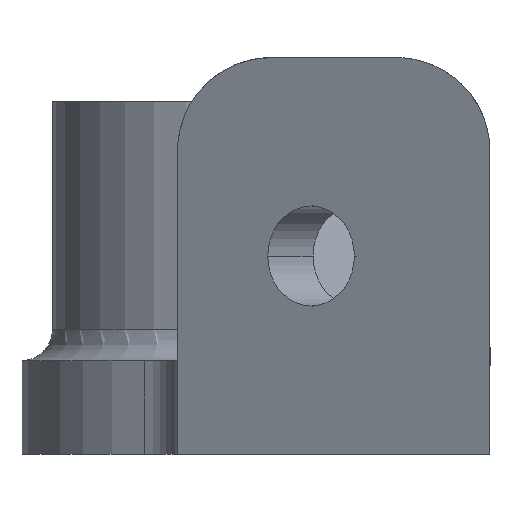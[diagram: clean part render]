
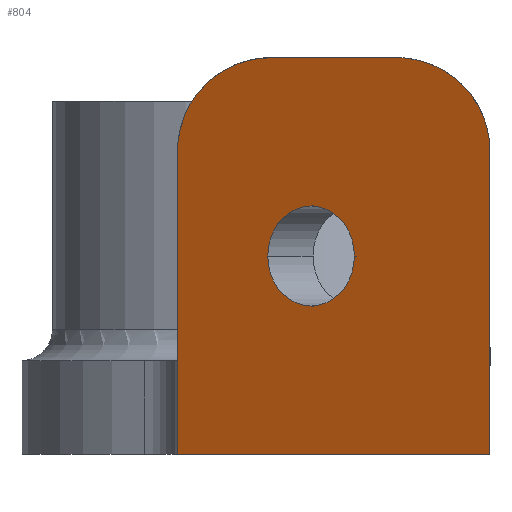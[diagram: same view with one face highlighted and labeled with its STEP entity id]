
A CAD part, left-side view. The second image highlights one B-rep face of the part: STEP entity #804.
In plain terms, the highlighted planar face has unit normal (-0.866, 0.5, 0).
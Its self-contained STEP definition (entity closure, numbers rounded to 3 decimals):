
#35 = DIRECTION ( 'NONE',  ( -0.5, -0.866, 0. ) ) ;
#79 = EDGE_CURVE ( 'NONE', #1386, #770, #172, .T. ) ;
#102 = VECTOR ( 'NONE', #1105, 1000. ) ;
#105 = CIRCLE ( 'NONE', #689, 3.2 ) ;
#120 = AXIS2_PLACEMENT_3D ( 'NONE', #1018, #1534, #258 ) ;
#127 = VERTEX_POINT ( 'NONE', #1377 ) ;
#137 = DIRECTION ( 'NONE',  ( -0.5, -0.866, 0. ) ) ;
#151 = ORIENTED_EDGE ( 'NONE', *, *, #474, .T. ) ;
#159 =( BOUNDED_CURVE ( )  B_SPLINE_CURVE ( 3, ( #1259, #1503, #966, #219 ),
 .UNSPECIFIED., .F., .F. ) 
 B_SPLINE_CURVE_WITH_KNOTS ( ( 4, 4 ),
 ( 1.571, 3.142 ),
 .UNSPECIFIED. ) 
 CURVE ( )  GEOMETRIC_REPRESENTATION_ITEM ( )  RATIONAL_B_SPLINE_CURVE ( ( 1., 0.805, 0.805, 1. ) ) 
 REPRESENTATION_ITEM ( '' )  );
#172 = LINE ( 'NONE', #743, #1057 ) ;
#203 = CARTESIAN_POINT ( 'NONE',  ( -41.595, -72.045, 25.4 ) ) ;
#219 = CARTESIAN_POINT ( 'NONE',  ( -31.483, -54.531, 19.4 ) ) ;
#221 = DIRECTION ( 'NONE',  ( 0., 0., -1. ) ) ;
#239 = VERTEX_POINT ( 'NONE', #1399 ) ;
#258 = DIRECTION ( 'NONE',  ( 0.5, 0.866, 0. ) ) ;
#279 = DIRECTION ( 'NONE',  ( 0.5, 0.866, 0. ) ) ;
#355 = CARTESIAN_POINT ( 'NONE',  ( -43.03, -74.531, 19.4 ) ) ;
#418 = PLANE ( 'NONE',  #120 ) ;
#419 = EDGE_CURVE ( 'NONE', #819, #683, #789, .T. ) ;
#474 = EDGE_CURVE ( 'NONE', #819, #770, #1390, .T. ) ;
#504 = EDGE_CURVE ( 'NONE', #1476, #127, #926, .T. ) ;
#548 = VECTOR ( 'NONE', #221, 1000. ) ;
#569 = CARTESIAN_POINT ( 'NONE',  ( -39.566, -68.531, 25.4 ) ) ;
#581 = CARTESIAN_POINT ( 'NONE',  ( -43.03, -74.531, 6. ) ) ;
#683 = VERTEX_POINT ( 'NONE', #1249 ) ;
#689 = AXIS2_PLACEMENT_3D ( 'NONE', #1006, #1165, #279 ) ;
#697 = ORIENTED_EDGE ( 'NONE', *, *, #419, .F. ) ;
#703 = DIRECTION ( 'NONE',  ( 0.866, -0.5, 0. ) ) ;
#713 = EDGE_CURVE ( 'NONE', #239, #931, #1541, .T. ) ;
#738 = EDGE_LOOP ( 'NONE', ( #697, #151, #1360, #811, #1291, #857 ) ) ;
#743 = CARTESIAN_POINT ( 'NONE',  ( -31.483, -54.531, 25.4 ) ) ;
#761 = ORIENTED_EDGE ( 'NONE', *, *, #713, .T. ) ;
#770 = VERTEX_POINT ( 'NONE', #569 ) ;
#771 = VECTOR ( 'NONE', #137, 1000. ) ;
#780 = EDGE_LOOP ( 'NONE', ( #761, #894 ) ) ;
#789 = LINE ( 'NONE', #581, #102 ) ;
#804 = ADVANCED_FACE ( 'NONE', ( #1498, #907 ), #418, .F. ) ;
#811 = ORIENTED_EDGE ( 'NONE', *, *, #1436, .T. ) ;
#819 = VERTEX_POINT ( 'NONE', #355 ) ;
#857 = ORIENTED_EDGE ( 'NONE', *, *, #1370, .T. ) ;
#894 = ORIENTED_EDGE ( 'NONE', *, *, #1061, .T. ) ;
#895 = CARTESIAN_POINT ( 'NONE',  ( -31.483, -54.531, 6. ) ) ;
#896 = CARTESIAN_POINT ( 'NONE',  ( -31.483, -54.531, 0. ) ) ;
#907 = FACE_OUTER_BOUND ( 'NONE', #738, .T. ) ;
#926 = LINE ( 'NONE', #895, #548 ) ;
#931 = VERTEX_POINT ( 'NONE', #1254 ) ;
#947 = CARTESIAN_POINT ( 'NONE',  ( -36.42, -63.081, 12.7 ) ) ;
#966 = CARTESIAN_POINT ( 'NONE',  ( -31.483, -54.531, 22.915 ) ) ;
#1006 = CARTESIAN_POINT ( 'NONE',  ( -36.42, -63.081, 12.7 ) ) ;
#1018 = CARTESIAN_POINT ( 'NONE',  ( -31.483, -54.531, 6. ) ) ;
#1057 = VECTOR ( 'NONE', #35, 1000. ) ;
#1061 = EDGE_CURVE ( 'NONE', #931, #239, #105, .T. ) ;
#1100 = AXIS2_PLACEMENT_3D ( 'NONE', #947, #703, #1594 ) ;
#1105 = DIRECTION ( 'NONE',  ( 0., 0., -1. ) ) ;
#1109 = CARTESIAN_POINT ( 'NONE',  ( -31.483, -54.531, 19.4 ) ) ;
#1165 = DIRECTION ( 'NONE',  ( 0.866, -0.5, 0. ) ) ;
#1209 = CARTESIAN_POINT ( 'NONE',  ( -39.566, -68.531, 25.4 ) ) ;
#1218 = LINE ( 'NONE', #896, #771 ) ;
#1230 = CARTESIAN_POINT ( 'NONE',  ( -43.03, -74.531, 22.915 ) ) ;
#1249 = CARTESIAN_POINT ( 'NONE',  ( -43.03, -74.531, 0. ) ) ;
#1254 = CARTESIAN_POINT ( 'NONE',  ( -38.02, -65.852, 12.7 ) ) ;
#1259 = CARTESIAN_POINT ( 'NONE',  ( -34.947, -60.531, 25.4 ) ) ;
#1291 = ORIENTED_EDGE ( 'NONE', *, *, #504, .T. ) ;
#1360 = ORIENTED_EDGE ( 'NONE', *, *, #79, .F. ) ;
#1370 = EDGE_CURVE ( 'NONE', #127, #683, #1218, .T. ) ;
#1377 = CARTESIAN_POINT ( 'NONE',  ( -31.483, -54.531, 0. ) ) ;
#1386 = VERTEX_POINT ( 'NONE', #1398 ) ;
#1390 =( BOUNDED_CURVE ( )  B_SPLINE_CURVE ( 3, ( #1597, #1230, #203, #1209 ),
 .UNSPECIFIED., .F., .F. ) 
 B_SPLINE_CURVE_WITH_KNOTS ( ( 4, 4 ),
 ( 3.142, 4.712 ),
 .UNSPECIFIED. ) 
 CURVE ( )  GEOMETRIC_REPRESENTATION_ITEM ( )  RATIONAL_B_SPLINE_CURVE ( ( 1., 0.805, 0.805, 1. ) ) 
 REPRESENTATION_ITEM ( '' )  );
#1398 = CARTESIAN_POINT ( 'NONE',  ( -34.947, -60.531, 25.4 ) ) ;
#1399 = CARTESIAN_POINT ( 'NONE',  ( -34.82, -60.309, 12.7 ) ) ;
#1436 = EDGE_CURVE ( 'NONE', #1386, #1476, #159, .T. ) ;
#1476 = VERTEX_POINT ( 'NONE', #1109 ) ;
#1498 = FACE_BOUND ( 'NONE', #780, .T. ) ;
#1503 = CARTESIAN_POINT ( 'NONE',  ( -32.918, -57.016, 25.4 ) ) ;
#1534 = DIRECTION ( 'NONE',  ( 0.866, -0.5, 0. ) ) ;
#1541 = CIRCLE ( 'NONE', #1100, 3.2 ) ;
#1594 = DIRECTION ( 'NONE',  ( 0.5, 0.866, 0. ) ) ;
#1597 = CARTESIAN_POINT ( 'NONE',  ( -43.03, -74.531, 19.4 ) ) ;
